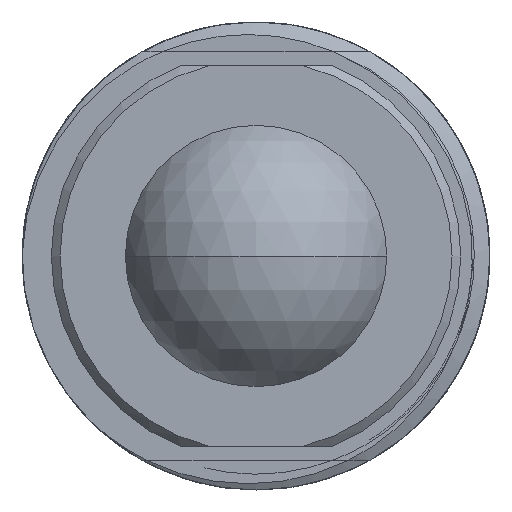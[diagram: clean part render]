
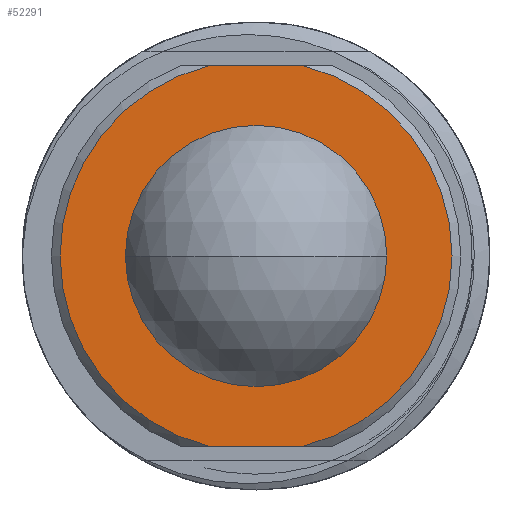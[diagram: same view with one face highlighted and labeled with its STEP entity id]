
A CAD part, left-side view. The second image highlights one B-rep face of the part: STEP entity #52291.
In plain terms, the highlighted planar face has unit normal (-1, 0, 0).
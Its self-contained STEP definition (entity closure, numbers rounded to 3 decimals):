
#1147 = EDGE_CURVE ( 'NONE', #14520, #36521, #8884, .T. ) ;
#1766 = CIRCLE ( 'NONE', #83417, 4.468 ) ;
#8884 = LINE ( 'NONE', #60491, #92587 ) ;
#10119 = ORIENTED_EDGE ( 'NONE', *, *, #90623, .F. ) ;
#12578 = VECTOR ( 'NONE', #74161, 1000. ) ;
#13168 = CARTESIAN_POINT ( 'NONE',  ( 3.112, 0., 0. ) ) ;
#13726 = DIRECTION ( 'NONE',  ( 1., 0., 0. ) ) ;
#14520 = VERTEX_POINT ( 'NONE', #67248 ) ;
#14565 = ORIENTED_EDGE ( 'NONE', *, *, #35334, .F. ) ;
#20132 = AXIS2_PLACEMENT_3D ( 'NONE', #65108, #66527, #37107 ) ;
#21437 = DIRECTION ( 'NONE',  ( 0., 0., -1. ) ) ;
#26613 = ORIENTED_EDGE ( 'NONE', *, *, #68286, .T. ) ;
#27417 = DIRECTION ( 'NONE',  ( -1., 0., 0. ) ) ;
#27919 = VERTEX_POINT ( 'NONE', #51509 ) ;
#28215 = PLANE ( 'NONE',  #41711 ) ;
#31880 = CARTESIAN_POINT ( 'NONE',  ( 3.112, -4.468, 0. ) ) ;
#33946 = DIRECTION ( 'NONE',  ( -1., 0., 0. ) ) ;
#35334 = EDGE_CURVE ( 'NONE', #27919, #67053, #1766, .T. ) ;
#35566 = CIRCLE ( 'NONE', #81755, 6.7 ) ;
#35603 = DIRECTION ( 'NONE',  ( 0., 0., 1. ) ) ;
#36521 = VERTEX_POINT ( 'NONE', #59669 ) ;
#37107 = DIRECTION ( 'NONE',  ( 0., 0., 1. ) ) ;
#39467 = EDGE_CURVE ( 'NONE', #40717, #60290, #43797, .T. ) ;
#40717 = VERTEX_POINT ( 'NONE', #57141 ) ;
#41026 = EDGE_LOOP ( 'NONE', ( #80125, #60882, #73183, #26613 ) ) ;
#41711 = AXIS2_PLACEMENT_3D ( 'NONE', #63450, #13726, #21437 ) ;
#42679 = FACE_OUTER_BOUND ( 'NONE', #41026, .T. ) ;
#43412 = AXIS2_PLACEMENT_3D ( 'NONE', #59515, #59039, #80760 ) ;
#43797 = LINE ( 'NONE', #73220, #12578 ) ;
#45544 = DIRECTION ( 'NONE',  ( 0., -1., 0. ) ) ;
#49377 = EDGE_LOOP ( 'NONE', ( #14565, #10119 ) ) ;
#51509 = CARTESIAN_POINT ( 'NONE',  ( 3.112, 4.468, 0. ) ) ;
#52291 = ADVANCED_FACE ( 'NONE', ( #86570, #42679 ), #28215, .F. ) ;
#57141 = CARTESIAN_POINT ( 'NONE',  ( 3.112, 1.625, -6.5 ) ) ;
#59039 = DIRECTION ( 'NONE',  ( -1., 0., 0. ) ) ;
#59515 = CARTESIAN_POINT ( 'NONE',  ( 3.112, 0., 0. ) ) ;
#59669 = CARTESIAN_POINT ( 'NONE',  ( 3.112, -1.625, 6.5 ) ) ;
#60207 = CIRCLE ( 'NONE', #20132, 6.7 ) ;
#60290 = VERTEX_POINT ( 'NONE', #64372 ) ;
#60491 = CARTESIAN_POINT ( 'NONE',  ( 3.112, 4.468, 6.5 ) ) ;
#60882 = ORIENTED_EDGE ( 'NONE', *, *, #62461, .T. ) ;
#62461 = EDGE_CURVE ( 'NONE', #14520, #40717, #60207, .T. ) ;
#63450 = CARTESIAN_POINT ( 'NONE',  ( 3.112, 4.468, 0. ) ) ;
#64372 = CARTESIAN_POINT ( 'NONE',  ( 3.112, -1.625, -6.5 ) ) ;
#65108 = CARTESIAN_POINT ( 'NONE',  ( 3.112, 0., 0. ) ) ;
#66527 = DIRECTION ( 'NONE',  ( -1., 0., 0. ) ) ;
#67053 = VERTEX_POINT ( 'NONE', #31880 ) ;
#67248 = CARTESIAN_POINT ( 'NONE',  ( 3.112, 1.625, 6.5 ) ) ;
#68286 = EDGE_CURVE ( 'NONE', #60290, #36521, #35566, .T. ) ;
#73183 = ORIENTED_EDGE ( 'NONE', *, *, #39467, .T. ) ;
#73220 = CARTESIAN_POINT ( 'NONE',  ( 3.112, 4.468, -6.5 ) ) ;
#74161 = DIRECTION ( 'NONE',  ( 0., -1., 0. ) ) ;
#80125 = ORIENTED_EDGE ( 'NONE', *, *, #1147, .F. ) ;
#80760 = DIRECTION ( 'NONE',  ( 0., 0., 1. ) ) ;
#81755 = AXIS2_PLACEMENT_3D ( 'NONE', #13168, #33946, #92774 ) ;
#83408 = CIRCLE ( 'NONE', #43412, 4.468 ) ;
#83417 = AXIS2_PLACEMENT_3D ( 'NONE', #93486, #27417, #35603 ) ;
#86570 = FACE_BOUND ( 'NONE', #49377, .T. ) ;
#90623 = EDGE_CURVE ( 'NONE', #67053, #27919, #83408, .T. ) ;
#92587 = VECTOR ( 'NONE', #45544, 1000. ) ;
#92774 = DIRECTION ( 'NONE',  ( 0., 0., 1. ) ) ;
#93486 = CARTESIAN_POINT ( 'NONE',  ( 3.112, 0., 0. ) ) ;
